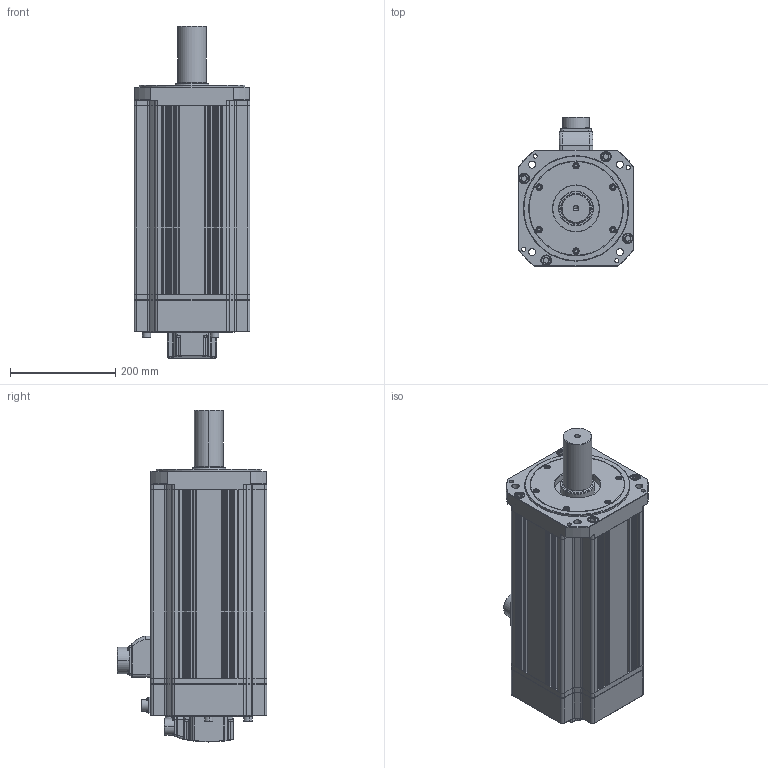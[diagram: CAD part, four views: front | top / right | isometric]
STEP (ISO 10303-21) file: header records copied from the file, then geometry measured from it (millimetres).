
FILE_DESCRIPTION (( 'STEP AP214' ), '1' );
FILE_NAME ('FM22GA004-4_Out Line(APM-FG150G_N2).STEP', '2018-12-12T07:26:34', ( '' ), ( '' ), 'SwSTEP 2.0', 'SolidWorks 2011', '' );
FILE_SCHEMA (( 'AUTOMOTIVE_DESIGN' ));
Length unit declared in the file: millimetre
Products named in the file (1): FM22GA004-4_Out Line(APM-FG150G_N2)
Bounding box: 220 x 283.7 x 630 mm (x, y, z)
Volume: 20226022.6 mm3; surface area: 1167407.8 mm2
Topology: 81 solids, 81 shells, 2544 faces, 6342 edges, 4043 vertices
Faces by surface type: cylinder 1004, plane 915, cone 365, bspline 171, torus 89
Entity records: 114976 total; most frequent: CARTESIAN_POINT 25033, DIRECTION 13049, ORIENTED_EDGE 12508, EDGE_CURVE 6254, AXIS2_PLACEMENT_3D 5011, VERTEX_POINT 4043, LINE 3027, VECTOR 3027
